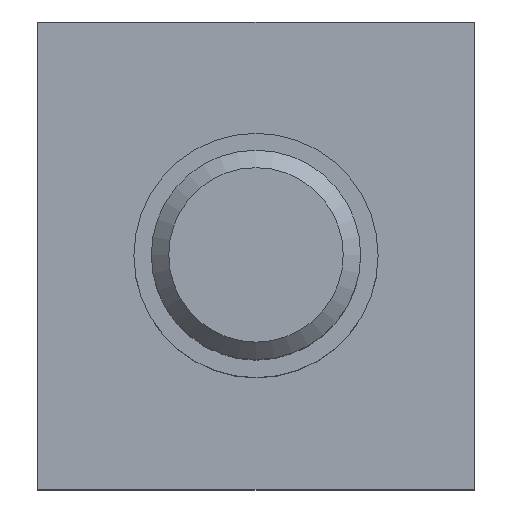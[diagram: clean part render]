
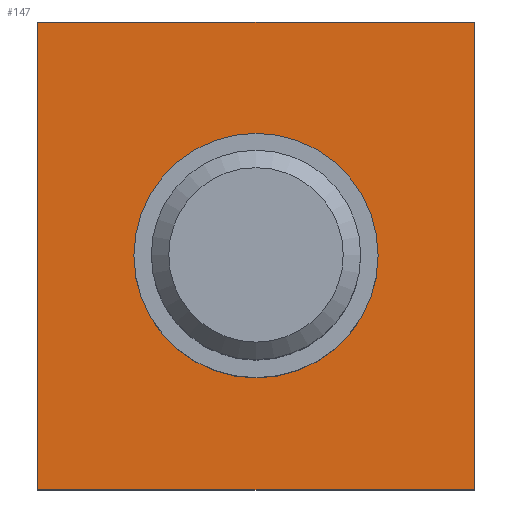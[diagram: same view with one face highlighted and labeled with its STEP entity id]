
A CAD part, top view. The second image highlights one B-rep face of the part: STEP entity #147.
In plain terms, the highlighted planar face has unit normal (0, 0, 1).
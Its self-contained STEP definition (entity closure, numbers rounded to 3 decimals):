
#127 = VERTEX_POINT('',#128);
#128 = CARTESIAN_POINT('',(3.5,0.,6.5));
#136 = EDGE_CURVE('',#127,#127,#137,.T.);
#137 = CIRCLE('',#138,3.5);
#138 = AXIS2_PLACEMENT_3D('',#139,#140,#141);
#139 = CARTESIAN_POINT('',(0.,0.,6.5));
#140 = DIRECTION('',(0.,0.,1.));
#141 = DIRECTION('',(1.,0.,0.));
#147 = ADVANCED_FACE('',(#148,#182),#185,.T.);
#148 = FACE_BOUND('',#149,.T.);
#149 = EDGE_LOOP('',(#150,#160,#168,#176));
#150 = ORIENTED_EDGE('',*,*,#151,.T.);
#151 = EDGE_CURVE('',#152,#154,#156,.T.);
#152 = VERTEX_POINT('',#153);
#153 = CARTESIAN_POINT('',(-6.25,6.7,6.5));
#154 = VERTEX_POINT('',#155);
#155 = CARTESIAN_POINT('',(-6.25,-6.7,6.5));
#156 = LINE('',#157,#158);
#157 = CARTESIAN_POINT('',(-6.25,6.7,6.5));
#158 = VECTOR('',#159,1.);
#159 = DIRECTION('',(0.,-1.,0.));
#160 = ORIENTED_EDGE('',*,*,#161,.T.);
#161 = EDGE_CURVE('',#154,#162,#164,.T.);
#162 = VERTEX_POINT('',#163);
#163 = CARTESIAN_POINT('',(6.25,-6.7,6.5));
#164 = LINE('',#165,#166);
#165 = CARTESIAN_POINT('',(-6.25,-6.7,6.5));
#166 = VECTOR('',#167,1.);
#167 = DIRECTION('',(1.,0.,0.));
#168 = ORIENTED_EDGE('',*,*,#169,.T.);
#169 = EDGE_CURVE('',#162,#170,#172,.T.);
#170 = VERTEX_POINT('',#171);
#171 = CARTESIAN_POINT('',(6.25,6.7,6.5));
#172 = LINE('',#173,#174);
#173 = CARTESIAN_POINT('',(6.25,-6.7,6.5));
#174 = VECTOR('',#175,1.);
#175 = DIRECTION('',(0.,1.,0.));
#176 = ORIENTED_EDGE('',*,*,#177,.T.);
#177 = EDGE_CURVE('',#170,#152,#178,.T.);
#178 = LINE('',#179,#180);
#179 = CARTESIAN_POINT('',(6.25,6.7,6.5));
#180 = VECTOR('',#181,1.);
#181 = DIRECTION('',(-1.,0.,0.));
#182 = FACE_BOUND('',#183,.T.);
#183 = EDGE_LOOP('',(#184));
#184 = ORIENTED_EDGE('',*,*,#136,.F.);
#185 = PLANE('',#186);
#186 = AXIS2_PLACEMENT_3D('',#187,#188,#189);
#187 = CARTESIAN_POINT('',(0.,0.,6.5));
#188 = DIRECTION('',(0.,0.,1.));
#189 = DIRECTION('',(1.,0.,0.));
